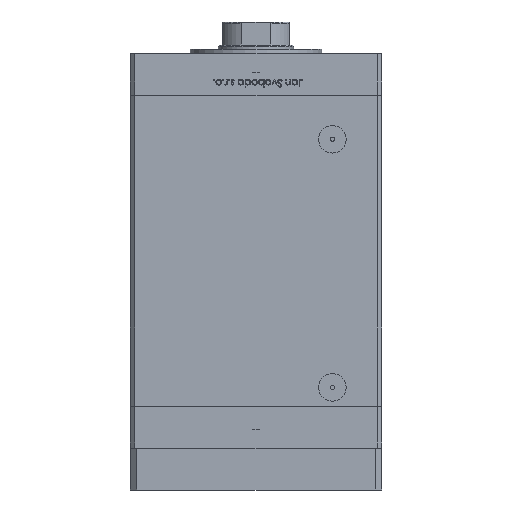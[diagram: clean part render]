
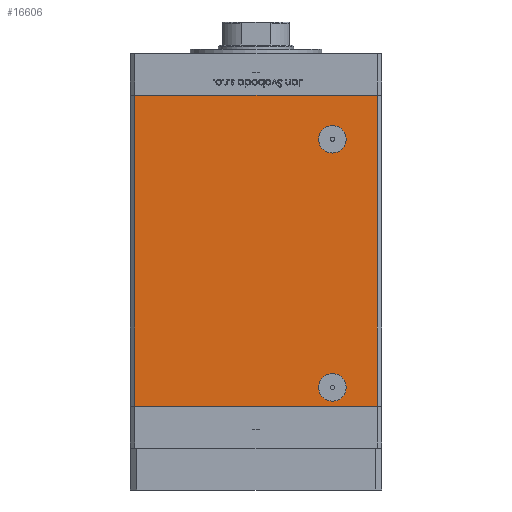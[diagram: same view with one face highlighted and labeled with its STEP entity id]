
A CAD part, front view. The second image highlights one B-rep face of the part: STEP entity #16606.
In plain terms, the highlighted planar face has unit normal (0, -1, 0).
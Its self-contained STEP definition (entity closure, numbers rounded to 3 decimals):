
#699 = CARTESIAN_POINT ( 'NONE',  ( -58., -51., 148.5 ) ) ;
#799 = ORIENTED_EDGE ( 'NONE', *, *, #3142, .F. ) ;
#946 = AXIS2_PLACEMENT_3D ( 'NONE', #44143, #7008, #23805 ) ;
#1802 = CIRCLE ( 'NONE', #946, 6.58 ) ;
#2181 = ORIENTED_EDGE ( 'NONE', *, *, #26504, .F. ) ;
#2676 = CIRCLE ( 'NONE', #39895, 6.58 ) ;
#2771 = VERTEX_POINT ( 'NONE', #18137 ) ;
#3142 = EDGE_CURVE ( 'NONE', #2771, #5790, #34611, .T. ) ;
#3643 = LINE ( 'NONE', #20156, #46475 ) ;
#3906 = CARTESIAN_POINT ( 'NONE',  ( 58., -51., 0. ) ) ;
#3927 = EDGE_CURVE ( 'NONE', #16432, #52915, #12699, .T. ) ;
#4152 = CARTESIAN_POINT ( 'NONE',  ( -58., -51., 148.5 ) ) ;
#4504 = VERTEX_POINT ( 'NONE', #26347 ) ;
#5382 = ORIENTED_EDGE ( 'NONE', *, *, #19837, .T. ) ;
#5605 = CARTESIAN_POINT ( 'NONE',  ( 58., -51., 148.5 ) ) ;
#5774 = VECTOR ( 'NONE', #22675, 1000. ) ;
#5790 = VERTEX_POINT ( 'NONE', #3906 ) ;
#5922 = CARTESIAN_POINT ( 'NONE',  ( 36.5, -51., 15.58 ) ) ;
#6662 = CARTESIAN_POINT ( 'NONE',  ( 36.5, -51., 9. ) ) ;
#7008 = DIRECTION ( 'NONE',  ( 0., 1., 0. ) ) ;
#8319 = DIRECTION ( 'NONE',  ( 0., 0., -1. ) ) ;
#9163 = AXIS2_PLACEMENT_3D ( 'NONE', #699, #20198, #37533 ) ;
#12637 = DIRECTION ( 'NONE',  ( 0., -1., 0. ) ) ;
#12699 = CIRCLE ( 'NONE', #43850, 6.58 ) ;
#13151 = FACE_BOUND ( 'NONE', #28438, .T. ) ;
#13707 = DIRECTION ( 'NONE',  ( 0., 0., -1. ) ) ;
#14182 = EDGE_LOOP ( 'NONE', ( #17757, #47674 ) ) ;
#16045 = EDGE_CURVE ( 'NONE', #16248, #2771, #20125, .T. ) ;
#16248 = VERTEX_POINT ( 'NONE', #24348 ) ;
#16432 = VERTEX_POINT ( 'NONE', #50628 ) ;
#16606 = ADVANCED_FACE ( 'NONE', ( #13151, #21006, #49769 ), #16675, .F. ) ;
#16675 = PLANE ( 'NONE',  #9163 ) ;
#17757 = ORIENTED_EDGE ( 'NONE', *, *, #33989, .T. ) ;
#18137 = CARTESIAN_POINT ( 'NONE',  ( 58., -51., 148.5 ) ) ;
#19145 = DIRECTION ( 'NONE',  ( 0., 0., -1. ) ) ;
#19650 = DIRECTION ( 'NONE',  ( 0., 0., -1. ) ) ;
#19837 = EDGE_CURVE ( 'NONE', #28440, #5790, #3643, .T. ) ;
#20125 = LINE ( 'NONE', #4152, #25554 ) ;
#20156 = CARTESIAN_POINT ( 'NONE',  ( -58., -51., 0. ) ) ;
#20198 = DIRECTION ( 'NONE',  ( 0., 1., 0. ) ) ;
#20500 = EDGE_CURVE ( 'NONE', #16248, #28440, #37041, .T. ) ;
#20666 = DIRECTION ( 'NONE',  ( 1., 0., 0. ) ) ;
#20794 = CARTESIAN_POINT ( 'NONE',  ( -58., -51., 0. ) ) ;
#21006 = FACE_OUTER_BOUND ( 'NONE', #31987, .T. ) ;
#22638 = ORIENTED_EDGE ( 'NONE', *, *, #39454, .F. ) ;
#22675 = DIRECTION ( 'NONE',  ( 0., 0., -1. ) ) ;
#23805 = DIRECTION ( 'NONE',  ( 0., 0., -1. ) ) ;
#24348 = CARTESIAN_POINT ( 'NONE',  ( -58., -51., 148.5 ) ) ;
#25554 = VECTOR ( 'NONE', #20666, 1000. ) ;
#25749 = VECTOR ( 'NONE', #8319, 1000. ) ;
#26347 = CARTESIAN_POINT ( 'NONE',  ( 36.5, -51., 2.42 ) ) ;
#26504 = EDGE_CURVE ( 'NONE', #4504, #52545, #45744, .T. ) ;
#28438 = EDGE_LOOP ( 'NONE', ( #2181, #22638 ) ) ;
#28440 = VERTEX_POINT ( 'NONE', #20794 ) ;
#30227 = CARTESIAN_POINT ( 'NONE',  ( 36.5, -51., 9. ) ) ;
#30237 = ORIENTED_EDGE ( 'NONE', *, *, #20500, .T. ) ;
#30808 = CARTESIAN_POINT ( 'NONE',  ( 36.5, -51., 127.5 ) ) ;
#31987 = EDGE_LOOP ( 'NONE', ( #5382, #799, #41168, #30237 ) ) ;
#32442 = CARTESIAN_POINT ( 'NONE',  ( -58., -51., 148.5 ) ) ;
#32644 = DIRECTION ( 'NONE',  ( 1., 0., 0. ) ) ;
#33989 = EDGE_CURVE ( 'NONE', #52915, #16432, #1802, .T. ) ;
#34317 = CARTESIAN_POINT ( 'NONE',  ( 36.5, -51., 120.92 ) ) ;
#34611 = LINE ( 'NONE', #5605, #5774 ) ;
#36197 = AXIS2_PLACEMENT_3D ( 'NONE', #30227, #12637, #13707 ) ;
#37041 = LINE ( 'NONE', #32442, #25749 ) ;
#37533 = DIRECTION ( 'NONE',  ( 0., 0., 1. ) ) ;
#38943 = DIRECTION ( 'NONE',  ( 0., 1., 0. ) ) ;
#39454 = EDGE_CURVE ( 'NONE', #52545, #4504, #2676, .T. ) ;
#39895 = AXIS2_PLACEMENT_3D ( 'NONE', #6662, #47858, #19650 ) ;
#41168 = ORIENTED_EDGE ( 'NONE', *, *, #16045, .F. ) ;
#43850 = AXIS2_PLACEMENT_3D ( 'NONE', #30808, #38943, #19145 ) ;
#44143 = CARTESIAN_POINT ( 'NONE',  ( 36.5, -51., 127.5 ) ) ;
#45744 = CIRCLE ( 'NONE', #36197, 6.58 ) ;
#46475 = VECTOR ( 'NONE', #32644, 1000. ) ;
#47674 = ORIENTED_EDGE ( 'NONE', *, *, #3927, .T. ) ;
#47858 = DIRECTION ( 'NONE',  ( 0., -1., 0. ) ) ;
#49769 = FACE_BOUND ( 'NONE', #14182, .T. ) ;
#50628 = CARTESIAN_POINT ( 'NONE',  ( 36.5, -51., 134.08 ) ) ;
#52545 = VERTEX_POINT ( 'NONE', #5922 ) ;
#52915 = VERTEX_POINT ( 'NONE', #34317 ) ;
